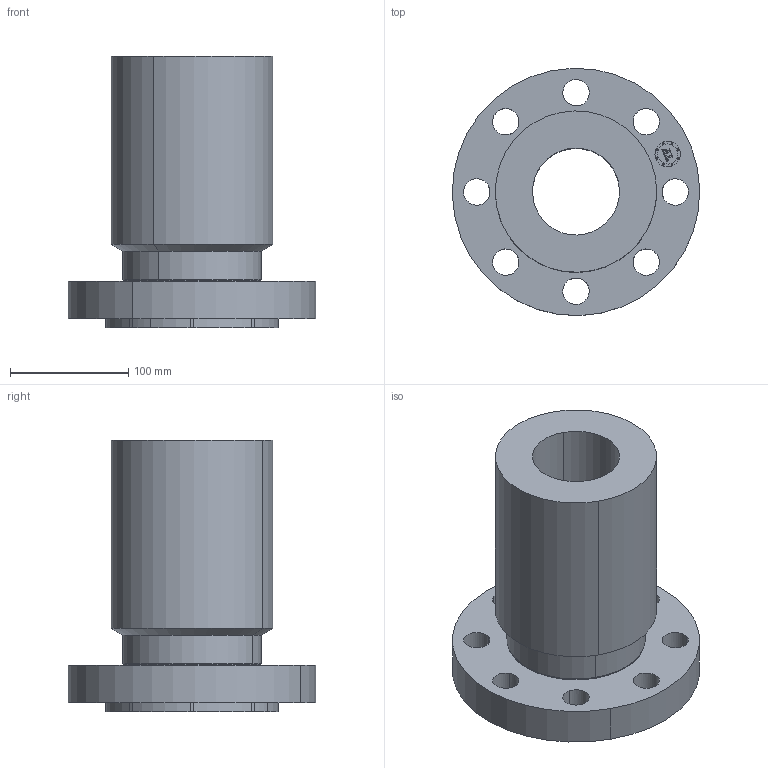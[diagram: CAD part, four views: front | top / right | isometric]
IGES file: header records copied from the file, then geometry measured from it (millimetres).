
Start section: START RECORD GO HERE.
Global section: file name: 3-600-HB-RTJ-STD-CONN-FLANGE.igs; native system: DASSAULT SYSTEMES CATIA V5 R20 - www.3ds.com; preprocessor: CATIA Version 5 Release 20 SP 6 ; author: Texas Flange; organization: ; date: 20131128.232045; units: inch
Bounding box: 209.49 x 209.49 x 230.2 mm (x, y, z)
Volume: 2806034.2 mm3; surface area: 240374.6 mm2
Topology: 1 solids, 1 shells, 439 faces, 1260 edges, 836 vertices
Faces by surface type: plane 371, revolution 68
